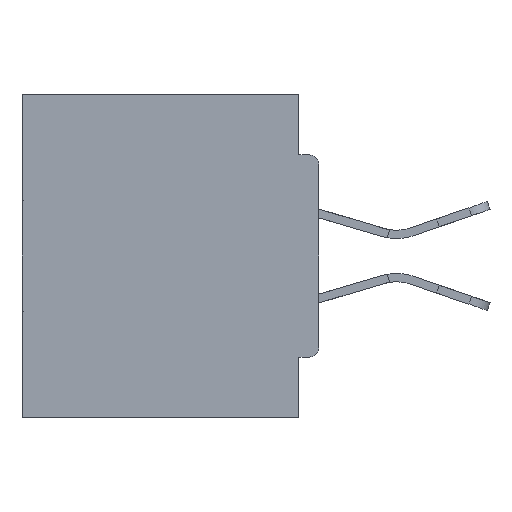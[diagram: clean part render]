
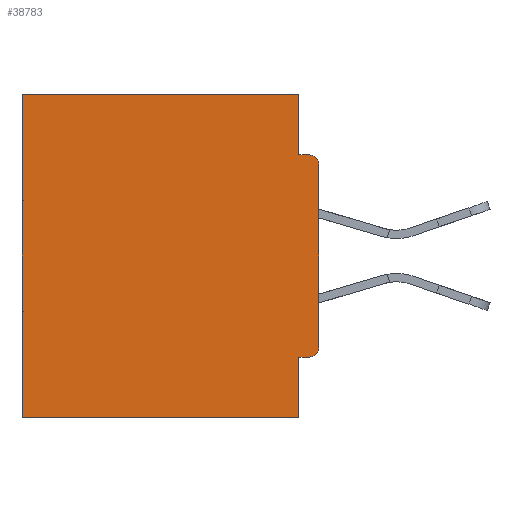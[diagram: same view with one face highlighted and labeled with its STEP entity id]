
A CAD part, left-side view. The second image highlights one B-rep face of the part: STEP entity #38783.
In plain terms, the highlighted planar face has unit normal (-1, 0, 0).
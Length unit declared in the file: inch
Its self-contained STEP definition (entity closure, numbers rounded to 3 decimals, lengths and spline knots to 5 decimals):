
#217 = AXIS2_PLACEMENT_3D ( 'NONE', #41466, #15721, #32437 ) ;
#397 = FACE_OUTER_BOUND ( 'NONE', #39658, .T. ) ;
#460 = ORIENTED_EDGE ( 'NONE', *, *, #9382, .T. ) ;
#908 = LINE ( 'NONE', #18232, #5440 ) ;
#1443 = DIRECTION ( 'NONE',  ( 0., 0., -1. ) ) ;
#1976 = CARTESIAN_POINT ( 'NONE',  ( 0.298, 0.031, -0.0935 ) ) ;
#2441 = DIRECTION ( 'NONE',  ( 0., -1., 0. ) ) ;
#2515 = CARTESIAN_POINT ( 'NONE',  ( 0.298, 0.031, -0.5 ) ) ;
#3771 = VERTEX_POINT ( 'NONE', #14452 ) ;
#5440 = VECTOR ( 'NONE', #37727, 39.37008 ) ;
#5524 = EDGE_CURVE ( 'NONE', #3771, #21542, #16972, .T. ) ;
#5643 = VERTEX_POINT ( 'NONE', #23865 ) ;
#5936 = ORIENTED_EDGE ( 'NONE', *, *, #33293, .F. ) ;
#7022 = ORIENTED_EDGE ( 'NONE', *, *, #16888, .F. ) ;
#9382 = EDGE_CURVE ( 'NONE', #27657, #38220, #28277, .T. ) ;
#9392 = CARTESIAN_POINT ( 'NONE',  ( 0.298, 0., -0.5 ) ) ;
#9412 = DIRECTION ( 'NONE',  ( -1., 0., 0. ) ) ;
#9709 = CARTESIAN_POINT ( 'NONE',  ( 0.298, 0.015, -0.1085 ) ) ;
#9718 = EDGE_CURVE ( 'NONE', #21542, #33297, #908, .T. ) ;
#9927 = VERTEX_POINT ( 'NONE', #33598 ) ;
#10398 = VECTOR ( 'NONE', #19007, 39.37008 ) ;
#12127 = CARTESIAN_POINT ( 'NONE',  ( 0.298, 0.015, -0.3915 ) ) ;
#12280 = CARTESIAN_POINT ( 'NONE',  ( 0.298, 0.031, -0.4065 ) ) ;
#12342 = CARTESIAN_POINT ( 'NONE',  ( 0.298, 0.031, -0.5 ) ) ;
#12797 = DIRECTION ( 'NONE',  ( 0., 0., -1. ) ) ;
#13404 = CARTESIAN_POINT ( 'NONE',  ( 0.298, 0., 0. ) ) ;
#13419 = CARTESIAN_POINT ( 'NONE',  ( 0.298, 0.46, 0. ) ) ;
#13734 = ORIENTED_EDGE ( 'NONE', *, *, #5524, .T. ) ;
#14452 = CARTESIAN_POINT ( 'NONE',  ( 0.298, 0.031, 0. ) ) ;
#14651 = ORIENTED_EDGE ( 'NONE', *, *, #20018, .F. ) ;
#14685 = ORIENTED_EDGE ( 'NONE', *, *, #25911, .F. ) ;
#14878 = VECTOR ( 'NONE', #1443, 39.37008 ) ;
#14886 = VERTEX_POINT ( 'NONE', #12280 ) ;
#15522 = DIRECTION ( 'NONE',  ( 0., 0., -1. ) ) ;
#15571 = PLANE ( 'NONE',  #217 ) ;
#15721 = DIRECTION ( 'NONE',  ( 1., 0., 0. ) ) ;
#15794 = VERTEX_POINT ( 'NONE', #40674 ) ;
#15998 = DIRECTION ( 'NONE',  ( 0., 0., -1. ) ) ;
#16888 = EDGE_CURVE ( 'NONE', #27657, #5643, #40721, .T. ) ;
#16972 = LINE ( 'NONE', #13404, #24546 ) ;
#17607 = CARTESIAN_POINT ( 'NONE',  ( 0.298, 0., 0. ) ) ;
#18232 = CARTESIAN_POINT ( 'NONE',  ( 0.298, 0.46, 0. ) ) ;
#18942 = ORIENTED_EDGE ( 'NONE', *, *, #9718, .T. ) ;
#19007 = DIRECTION ( 'NONE',  ( 0., 1., 0. ) ) ;
#20018 = EDGE_CURVE ( 'NONE', #9927, #33297, #25200, .T. ) ;
#20196 = ORIENTED_EDGE ( 'NONE', *, *, #21385, .T. ) ;
#20553 = DIRECTION ( 'NONE',  ( 0., 1., 0. ) ) ;
#21352 = EDGE_CURVE ( 'NONE', #15794, #14886, #34683, .T. ) ;
#21385 = EDGE_CURVE ( 'NONE', #15794, #5643, #34163, .T. ) ;
#21542 = VERTEX_POINT ( 'NONE', #13419 ) ;
#22109 = DIRECTION ( 'NONE',  ( 0., 0., -1. ) ) ;
#22279 = CARTESIAN_POINT ( 'NONE',  ( 0.298, 0., -0.4065 ) ) ;
#22297 = CARTESIAN_POINT ( 'NONE',  ( 0.298, 0., -0.0935 ) ) ;
#22974 = LINE ( 'NONE', #12342, #26520 ) ;
#23784 = VECTOR ( 'NONE', #15998, 39.37008 ) ;
#23865 = CARTESIAN_POINT ( 'NONE',  ( 0.298, 0., -0.3915 ) ) ;
#24035 = EDGE_CURVE ( 'NONE', #14886, #9927, #22974, .T. ) ;
#24546 = VECTOR ( 'NONE', #39726, 39.37008 ) ;
#25200 = LINE ( 'NONE', #9392, #28729 ) ;
#25911 = EDGE_CURVE ( 'NONE', #3771, #35359, #30369, .T. ) ;
#26520 = VECTOR ( 'NONE', #22109, 39.37008 ) ;
#27657 = VERTEX_POINT ( 'NONE', #33926 ) ;
#28277 = CIRCLE ( 'NONE', #34443, 0.015 ) ;
#28729 = VECTOR ( 'NONE', #20553, 39.37008 ) ;
#29076 = AXIS2_PLACEMENT_3D ( 'NONE', #12127, #31962, #15522 ) ;
#29825 = CARTESIAN_POINT ( 'NONE',  ( 0.298, 0.015, -0.0935 ) ) ;
#30369 = LINE ( 'NONE', #2515, #23784 ) ;
#31260 = LINE ( 'NONE', #22297, #35292 ) ;
#31356 = CARTESIAN_POINT ( 'NONE',  ( 0.298, 0.46, -0.5 ) ) ;
#31962 = DIRECTION ( 'NONE',  ( -1., 0., 0. ) ) ;
#32437 = DIRECTION ( 'NONE',  ( 0., 0., -1. ) ) ;
#33293 = EDGE_CURVE ( 'NONE', #35359, #38220, #31260, .T. ) ;
#33297 = VERTEX_POINT ( 'NONE', #31356 ) ;
#33598 = CARTESIAN_POINT ( 'NONE',  ( 0.298, 0.031, -0.5 ) ) ;
#33711 = ORIENTED_EDGE ( 'NONE', *, *, #21352, .F. ) ;
#33926 = CARTESIAN_POINT ( 'NONE',  ( 0.298, 0., -0.1085 ) ) ;
#34163 = CIRCLE ( 'NONE', #29076, 0.015 ) ;
#34443 = AXIS2_PLACEMENT_3D ( 'NONE', #9709, #9412, #12797 ) ;
#34560 = ORIENTED_EDGE ( 'NONE', *, *, #24035, .F. ) ;
#34683 = LINE ( 'NONE', #22279, #10398 ) ;
#35292 = VECTOR ( 'NONE', #2441, 39.37008 ) ;
#35359 = VERTEX_POINT ( 'NONE', #1976 ) ;
#37727 = DIRECTION ( 'NONE',  ( 0., 0., -1. ) ) ;
#38220 = VERTEX_POINT ( 'NONE', #29825 ) ;
#38783 = ADVANCED_FACE ( 'NONE', ( #397 ), #15571, .F. ) ;
#39658 = EDGE_LOOP ( 'NONE', ( #460, #5936, #14685, #13734, #18942, #14651, #34560, #33711, #20196, #7022 ) ) ;
#39726 = DIRECTION ( 'NONE',  ( 0., 1., 0. ) ) ;
#40674 = CARTESIAN_POINT ( 'NONE',  ( 0.298, 0.015, -0.4065 ) ) ;
#40721 = LINE ( 'NONE', #17607, #14878 ) ;
#41466 = CARTESIAN_POINT ( 'NONE',  ( 0.298, 0., 0. ) ) ;
